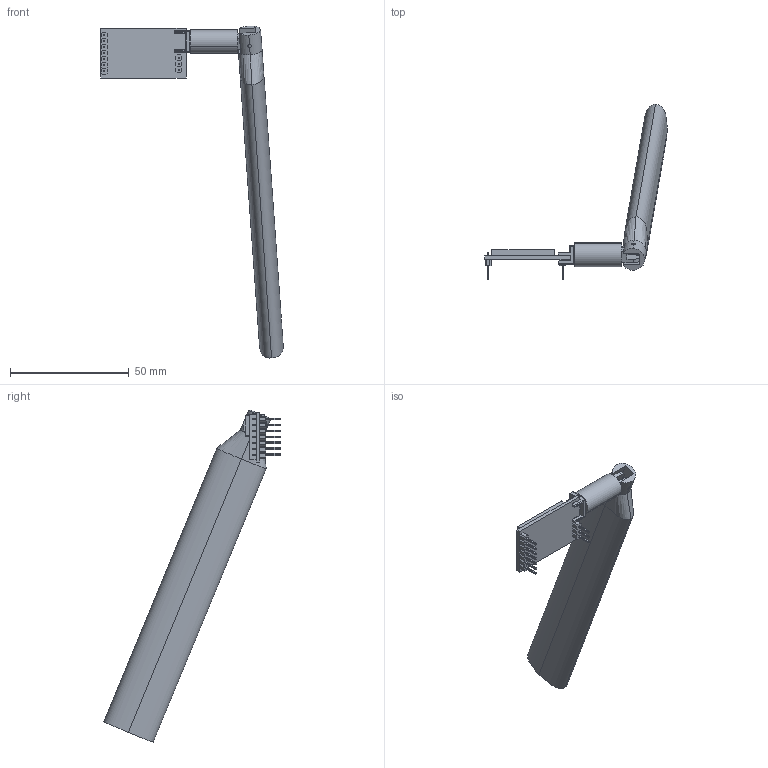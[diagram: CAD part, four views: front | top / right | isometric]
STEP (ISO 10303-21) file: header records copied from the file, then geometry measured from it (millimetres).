
FILE_DESCRIPTION (( 'STEP AP214' ), '1' );
FILE_NAME ('E32-TTL-100 module.STEP', '2020-05-02T06:48:23', ( 'NPT Thai Tech' ), ( '' ), 'SwSTEP 2.0', 'SolidWorks 2017', '' );
FILE_SCHEMA (( 'AUTOMOTIVE_DESIGN' ));
Length unit declared in the file: millimetre
Products named in the file (10): P1; SMA-20_00; Ant-Ex1; Ant-Ex2; E32-TTL-100 IC; SMA-20; E32-TTL-100 PCB; SMA-20_01; E32-TTL-100 module; SMA-20_02
Assembly tree (18 placements, depth 3):
  E32-TTL-100 module
    E32-TTL-100 PCB
    SMA-20
      SMA-20_00
      SMA-20_01
      SMA-20_02
    E32-TTL-100 IC
    P1  x10
    Ant-Ex1
    Ant-Ex2
Bounding box: 77.02 x 74.28 x 139.97 mm (x, y, z)
Volume: 29174 mm3; surface area: 13372 mm2
Topology: 16 solids, 19 shells, 377 faces, 910 edges, 593 vertices
Faces by surface type: plane 265, cylinder 90, bspline 12, cone 6, torus 4
Entity records: 7090 total; most frequent: CARTESIAN_POINT 1463, DIRECTION 1003, ORIENTED_EDGE 948, EDGE_CURVE 476, AXIS2_PLACEMENT_3D 363, VERTEX_POINT 305, VECTOR 277, LINE 277
